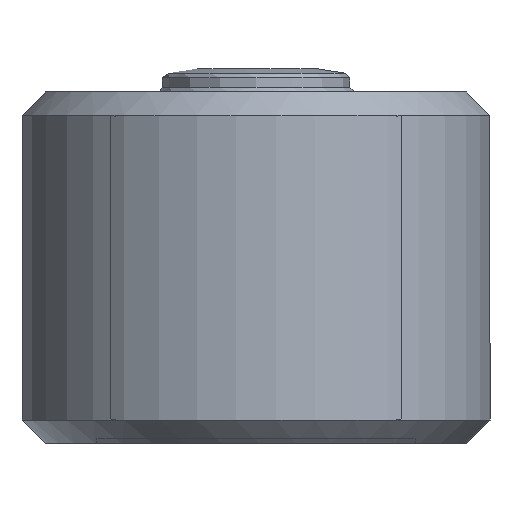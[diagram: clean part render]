
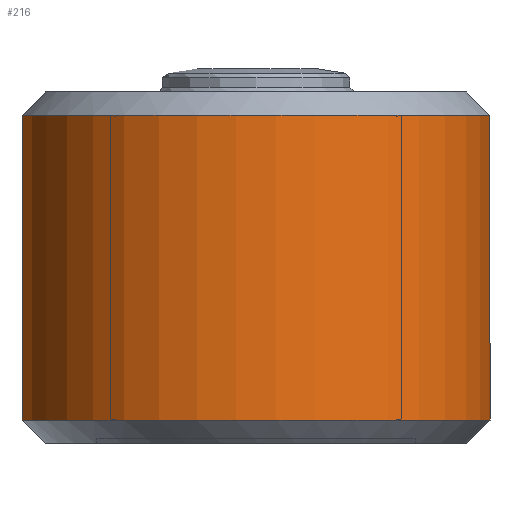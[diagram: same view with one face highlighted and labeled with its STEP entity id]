
A CAD part, left-side view. The second image highlights one B-rep face of the part: STEP entity #216.
In plain terms, the highlighted cylindrical face has radius 5 mm (diameter 10 mm), a partial arc.
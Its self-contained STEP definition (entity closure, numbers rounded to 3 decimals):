
#216 = ADVANCED_FACE( '', ( #474 ), #475, .T. );
#474 = FACE_OUTER_BOUND( '', #751, .T. );
#475 = CYLINDRICAL_SURFACE( '', #752, 5. );
#751 = EDGE_LOOP( '', ( #1260, #1261, #1262, #1263 ) );
#752 = AXIS2_PLACEMENT_3D( '', #1264, #1265, #1266 );
#1260 = ORIENTED_EDGE( '', *, *, #1535, .T. );
#1261 = ORIENTED_EDGE( '', *, *, #1417, .T. );
#1262 = ORIENTED_EDGE( '', *, *, #1548, .T. );
#1263 = ORIENTED_EDGE( '', *, *, #1507, .F. );
#1264 = CARTESIAN_POINT( '', ( 0., 0., -0.5 ) );
#1265 = DIRECTION( '', ( 0., 0., -1. ) );
#1266 = DIRECTION( '', ( 0., -1., 0. ) );
#1417 = EDGE_CURVE( '', #1650, #1648, #1651, .T. );
#1507 = EDGE_CURVE( '', #1789, #1790, #1791, .T. );
#1535 = EDGE_CURVE( '', #1789, #1650, #1831, .T. );
#1548 = EDGE_CURVE( '', #1648, #1790, #1848, .T. );
#1648 = VERTEX_POINT( '', #2030 );
#1650 = VERTEX_POINT( '', #2035 );
#1651 = LINE( '', #2036, #2037 );
#1789 = VERTEX_POINT( '', #2293 );
#1790 = VERTEX_POINT( '', #2294 );
#1791 = LINE( '', #2295, #2296 );
#1831 = CIRCLE( '', #2393, 5. );
#1848 = CIRCLE( '', #2412, 5. );
#2030 = CARTESIAN_POINT( '', ( 3.924, -3.099, 7. ) );
#2035 = CARTESIAN_POINT( '', ( 3.924, -3.099, 0.5 ) );
#2036 = CARTESIAN_POINT( '', ( 3.924, -3.099, -0.5 ) );
#2037 = VECTOR( '', #2511, 1000. );
#2293 = CARTESIAN_POINT( '', ( 3.924, 3.099, 0.5 ) );
#2294 = CARTESIAN_POINT( '', ( 3.924, 3.099, 7. ) );
#2295 = CARTESIAN_POINT( '', ( 3.924, 3.099, -0.5 ) );
#2296 = VECTOR( '', #2622, 1000. );
#2393 = AXIS2_PLACEMENT_3D( '', #2643, #2644, #2645 );
#2412 = AXIS2_PLACEMENT_3D( '', #2663, #2664, #2665 );
#2511 = DIRECTION( '', ( 0., 0., 1. ) );
#2622 = DIRECTION( '', ( 0., 0., 1. ) );
#2643 = CARTESIAN_POINT( '', ( 0., 0., 0.5 ) );
#2644 = DIRECTION( '', ( 0., 0., 1. ) );
#2645 = DIRECTION( '', ( 0., -1., 0. ) );
#2663 = CARTESIAN_POINT( '', ( 0., 0., 7. ) );
#2664 = DIRECTION( '', ( 0., 0., -1. ) );
#2665 = DIRECTION( '', ( 0., 1., 0. ) );
